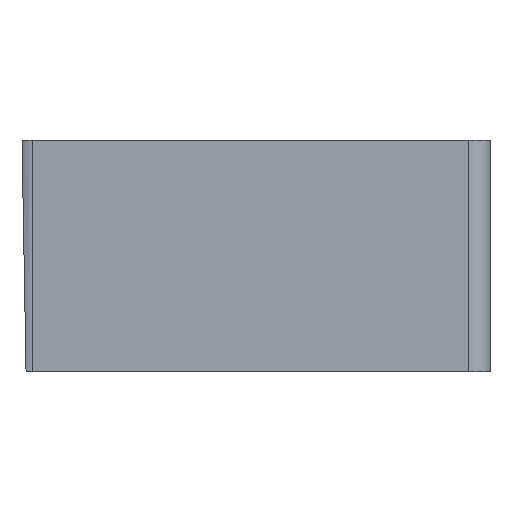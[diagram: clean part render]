
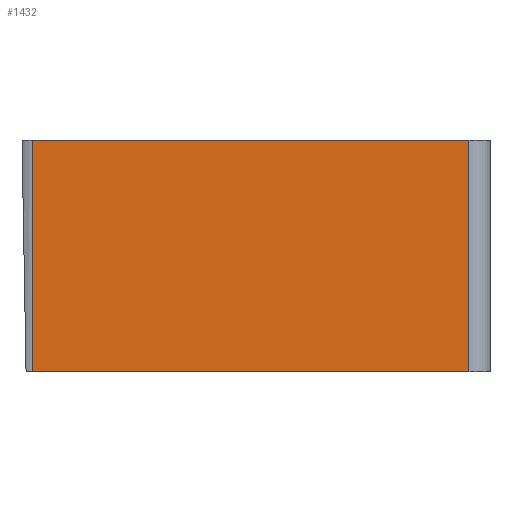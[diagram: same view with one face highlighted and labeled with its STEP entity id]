
A CAD part, left-side view. The second image highlights one B-rep face of the part: STEP entity #1432.
In plain terms, the highlighted planar face has unit normal (-1, 0, 0).
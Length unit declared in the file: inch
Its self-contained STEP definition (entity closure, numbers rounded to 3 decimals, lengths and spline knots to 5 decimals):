
#46=LINE('',#2035,#207);
#50=LINE('',#2047,#211);
#171=LINE('',#2331,#332);
#172=LINE('',#2333,#333);
#207=VECTOR('',#1637,0.3937);
#211=VECTOR('',#1647,0.3937);
#332=VECTOR('',#1922,0.3937);
#333=VECTOR('',#1925,0.3937);
#406=PLANE('',#1548);
#501=FACE_OUTER_BOUND('',#595,.T.);
#595=EDGE_LOOP('',(#1320,#1321,#1322,#1323));
#668=VERTEX_POINT('',#2028);
#671=VERTEX_POINT('',#2033);
#676=VERTEX_POINT('',#2045);
#762=VERTEX_POINT('',#2329);
#806=EDGE_CURVE('',#671,#668,#46,.T.);
#812=EDGE_CURVE('',#676,#671,#50,.T.);
#952=EDGE_CURVE('',#676,#762,#171,.T.);
#953=EDGE_CURVE('',#762,#668,#172,.T.);
#1320=ORIENTED_EDGE('',*,*,#953,.T.);
#1321=ORIENTED_EDGE('',*,*,#806,.F.);
#1322=ORIENTED_EDGE('',*,*,#812,.F.);
#1323=ORIENTED_EDGE('',*,*,#952,.T.);
#1432=ADVANCED_FACE('',(#501),#406,.T.);
#1548=AXIS2_PLACEMENT_3D('',#2332,#1923,#1924);
#1637=DIRECTION('',(0.,0.,1.));
#1647=DIRECTION('',(0.,1.,0.));
#1922=DIRECTION('',(0.,0.,1.));
#1923=DIRECTION('center_axis',(-1.,0.,0.));
#1924=DIRECTION('ref_axis',(0.,-1.,0.));
#1925=DIRECTION('',(0.,1.,0.));
#2028=CARTESIAN_POINT('',(-0.065,1.967,1.028));
#2033=CARTESIAN_POINT('',(-0.065,1.967,0.));
#2035=CARTESIAN_POINT('',(-0.065,1.967,0.));
#2045=CARTESIAN_POINT('',(-0.065,0.029,0.));
#2047=CARTESIAN_POINT('',(-0.065,0.029,0.));
#2329=CARTESIAN_POINT('',(-0.065,0.029,1.028));
#2331=CARTESIAN_POINT('',(-0.065,0.029,0.));
#2332=CARTESIAN_POINT('Origin',(-0.065,1.967,0.));
#2333=CARTESIAN_POINT('',(-0.065,1.99052,1.028));
